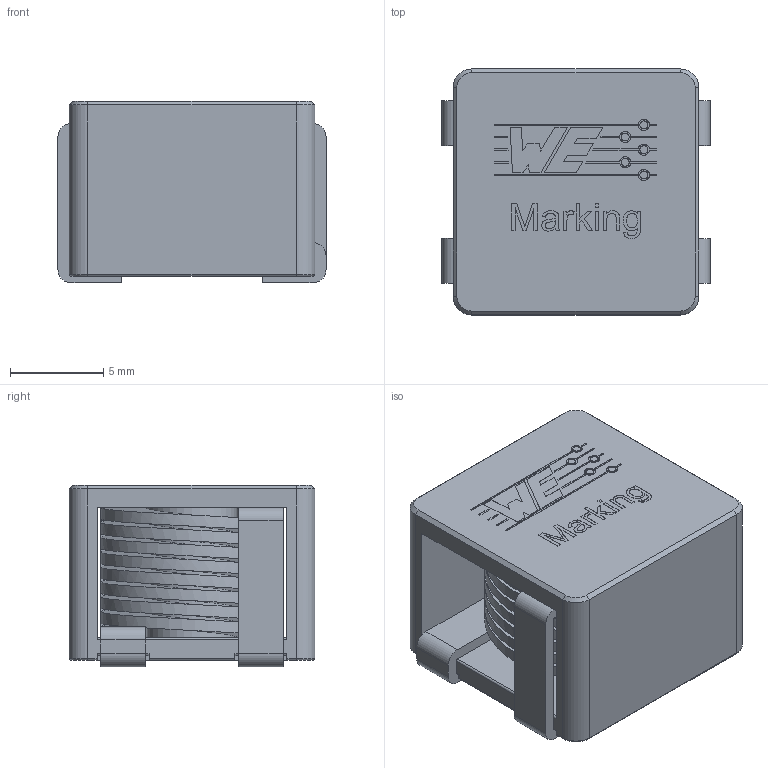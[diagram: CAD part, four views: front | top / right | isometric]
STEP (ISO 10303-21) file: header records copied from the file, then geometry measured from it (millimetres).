
FILE_DESCRIPTION(/* description */ ('Unknown'),/* implementation_level */ '2;1');
FILE_NAME(/* name */ 'L_Wurth_WE-CFWI-1310',/* time_stamp */ '2025-06-12T11:02:55+08:00',/* author */ ('Unknown'),/* organization */ ('Unknown'),/* preprocessor_version */ 'ST-DEVELOPER v19.4',/* originating_system */ 'Solid Edge',/* authorisation */ 'Unknown');
FILE_SCHEMA (('AUTOMOTIVE_DESIGN {1 0 10303 214 3 1 1}'));
Length unit declared in the file: millimetre
Products named in the file (2): L_Wurth_WE-CFWI-1310
Assembly tree (1 placements, depth 2):
  L_Wurth_WE-CFWI-1310
    L_Wurth_WE-CFWI-1310
Bounding box: 14.4 x 13.2 x 9.75 mm (x, y, z)
Volume: 1153.3 mm3; surface area: 2471.8 mm2
Topology: 1 solids, 1 shells, 278 faces, 766 edges, 499 vertices
Faces by surface type: plane 196, cylinder 56, bspline 18, torus 4, cone 4
Full cylindrical faces by diameter (mm): 0.426 x5, 4.8 x1
Entity records: 12300 total; most frequent: CARTESIAN_POINT 3724, ORIENTED_EDGE 1516, DIRECTION 1118, EDGE_CURVE 758, VERTEX_POINT 498, LINE 430, VECTOR 430, AXIS2_PLACEMENT_3D 344
